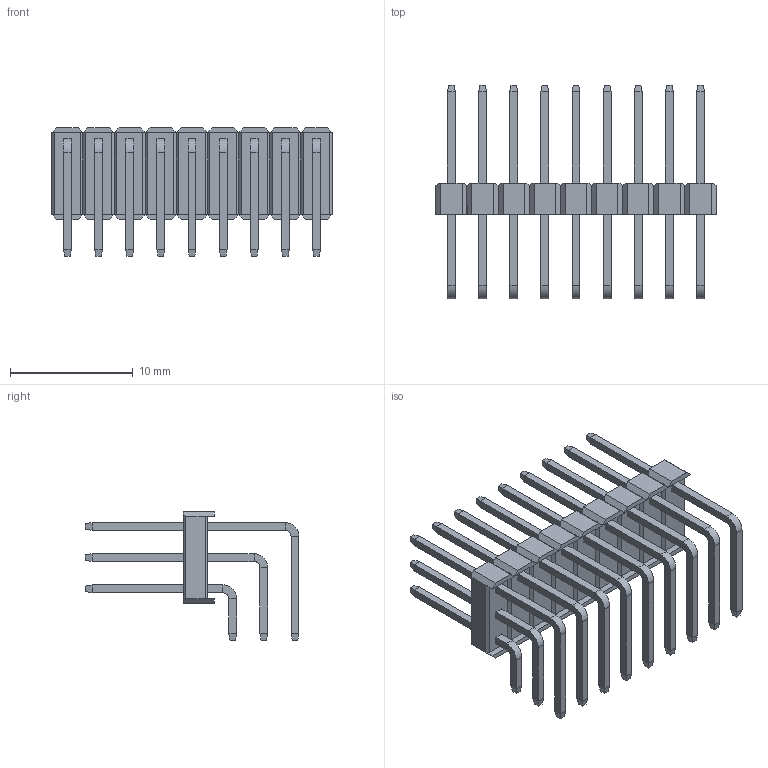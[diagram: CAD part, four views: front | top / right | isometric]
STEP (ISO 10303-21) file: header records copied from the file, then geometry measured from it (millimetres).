
FILE_DESCRIPTION (( 'STEP AP214' ), '1' );
FILE_NAME ('3x9 Male Pin Header Angle.STEP', '2018-11-17T18:48:47', ( 'M.B.I.' ), ( '' ), 'SwSTEP 2.0', '', '' );
FILE_SCHEMA (( 'AUTOMOTIVE_DESIGN' ));
Length unit declared in the file: millimetre
Products named in the file (1): 3x9 Male Pin Header Angle
Bounding box: 22.86 x 17.44 x 10.5 mm (x, y, z)
Volume: 547.1 mm3; surface area: 2101 mm2
Topology: 28 solids, 28 shells, 890 faces, 2048 edges, 1214 vertices
Faces by surface type: plane 836, cylinder 54
Entity records: 24493 total; most frequent: CARTESIAN_POINT 4153, ORIENTED_EDGE 4096, DIRECTION 3938, EDGE_CURVE 2048, LINE 1940, VECTOR 1940, VERTEX_POINT 1214, AXIS2_PLACEMENT_3D 999
